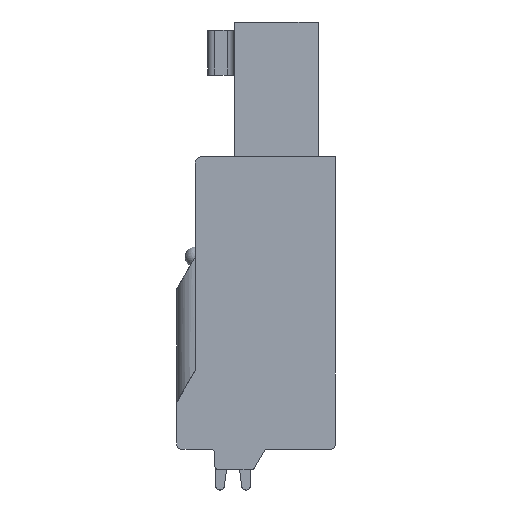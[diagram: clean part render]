
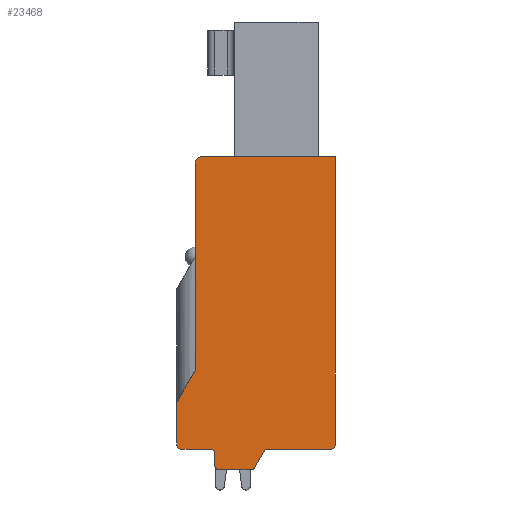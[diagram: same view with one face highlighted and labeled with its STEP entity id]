
A CAD part, front view. The second image highlights one B-rep face of the part: STEP entity #23468.
In plain terms, the highlighted planar face has unit normal (0, -1, 0).
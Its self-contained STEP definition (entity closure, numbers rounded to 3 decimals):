
#2465=DIRECTION('',(0.,0.,-1.));
#2466=VECTOR('',#2465,10.141);
#2467=CARTESIAN_POINT('',(-6.85,0.,-0.3));
#2468=LINE('',#2467,#2466);
#2808=DIRECTION('',(0.,0.,-1.));
#2809=VECTOR('',#2808,2.1);
#2810=CARTESIAN_POINT('',(-7.75,0.,-12.));
#2811=LINE('',#2810,#2809);
#2824=DIRECTION('',(1.,0.,0.));
#2825=VECTOR('',#2824,1.45);
#2826=CARTESIAN_POINT('',(-7.55,0.,-14.3));
#2827=LINE('',#2826,#2825);
#2832=DIRECTION('',(1.,0.,0.));
#2833=VECTOR('',#2832,3.107);
#2834=CARTESIAN_POINT('',(-3.307,0.,-14.3));
#2835=LINE('',#2834,#2833);
#3192=DIRECTION('',(0.,0.,1.));
#3193=VECTOR('',#3192,14.1);
#3194=CARTESIAN_POINT('',(0.,0.,-14.1));
#3195=LINE('',#3194,#3193);
#3922=DIRECTION('',(1.,0.,0.));
#3923=VECTOR('',#3922,6.55);
#3924=CARTESIAN_POINT('',(-6.55,0.,0.));
#3925=LINE('',#3924,#3923);
#3926=CARTESIAN_POINT('',(-0.2,0.,-14.1));
#3927=DIRECTION('',(0.,1.,0.));
#3928=DIRECTION('',(1.,0.,0.));
#3929=AXIS2_PLACEMENT_3D('',#3926,#3927,#3928);
#3931=CARTESIAN_POINT('',(-3.307,0.,-14.5));
#3932=DIRECTION('',(0.,-1.,0.));
#3933=DIRECTION('',(0.,0.,1.));
#3934=AXIS2_PLACEMENT_3D('',#3931,#3932,#3933);
#3936=DIRECTION('',(-0.5,0.,-0.866));
#3937=VECTOR('',#3936,0.924);
#3938=CARTESIAN_POINT('',(-3.48,0.,-14.4));
#3939=LINE('',#3938,#3937);
#3940=CARTESIAN_POINT('',(-4.115,0.,-15.1));
#3941=DIRECTION('',(0.,1.,0.));
#3942=DIRECTION('',(0.866,0.,-0.5));
#3943=AXIS2_PLACEMENT_3D('',#3940,#3941,#3942);
#3945=CARTESIAN_POINT('',(-5.7,0.,-15.1));
#3946=DIRECTION('',(0.,1.,0.));
#3947=DIRECTION('',(0.,0.,-1.));
#3948=AXIS2_PLACEMENT_3D('',#3945,#3946,#3947);
#3950=CARTESIAN_POINT('',(-6.1,0.,-14.5));
#3951=DIRECTION('',(0.,-1.,0.));
#3952=DIRECTION('',(1.,0.,0.));
#3953=AXIS2_PLACEMENT_3D('',#3950,#3951,#3952);
#3955=CARTESIAN_POINT('',(-7.55,0.,-14.1));
#3956=DIRECTION('',(0.,1.,0.));
#3957=DIRECTION('',(0.,0.,-1.));
#3958=AXIS2_PLACEMENT_3D('',#3955,#3956,#3957);
#3960=DIRECTION('',(0.5,0.,0.866));
#3961=VECTOR('',#3960,1.8);
#3962=CARTESIAN_POINT('',(-7.75,0.,-12.));
#3963=LINE('',#3962,#3961);
#3964=CARTESIAN_POINT('',(-6.55,0.,-0.3));
#3965=DIRECTION('',(0.,1.,0.));
#3966=DIRECTION('',(-1.,0.,0.));
#3967=AXIS2_PLACEMENT_3D('',#3964,#3965,#3966);
#4017=DIRECTION('',(0.,0.,-1.));
#4018=VECTOR('',#4017,0.6);
#4019=CARTESIAN_POINT('',(-5.9,0.,-14.5));
#4020=LINE('',#4019,#4018);
#4029=DIRECTION('',(1.,0.,0.));
#4030=VECTOR('',#4029,1.585);
#4031=CARTESIAN_POINT('',(-5.7,0.,-15.3));
#4032=LINE('',#4031,#4030);
#14755=CARTESIAN_POINT('',(-6.85,0.,-0.3));
#14756=VERTEX_POINT('',#14755);
#14757=CARTESIAN_POINT('',(-6.85,0.,-10.441));
#14758=VERTEX_POINT('',#14757);
#14824=CARTESIAN_POINT('',(-7.75,0.,-12.));
#14825=VERTEX_POINT('',#14824);
#14826=CARTESIAN_POINT('',(-7.75,0.,-14.1));
#14827=VERTEX_POINT('',#14826);
#14828=CARTESIAN_POINT('',(-7.55,0.,-14.3));
#14829=VERTEX_POINT('',#14828);
#14830=CARTESIAN_POINT('',(-6.1,0.,-14.3));
#14831=VERTEX_POINT('',#14830);
#14836=CARTESIAN_POINT('',(-3.307,0.,-14.3));
#14837=VERTEX_POINT('',#14836);
#14838=CARTESIAN_POINT('',(-0.2,0.,-14.3));
#14839=VERTEX_POINT('',#14838);
#14896=CARTESIAN_POINT('',(0.,0.,-14.1));
#14897=VERTEX_POINT('',#14896);
#14898=CARTESIAN_POINT('',(0.,0.,0.));
#14899=VERTEX_POINT('',#14898);
#14900=CARTESIAN_POINT('',(-6.55,0.,0.));
#14901=VERTEX_POINT('',#14900);
#14928=CARTESIAN_POINT('',(-3.48,0.,-14.4));
#14929=VERTEX_POINT('',#14928);
#14930=CARTESIAN_POINT('',(-3.942,0.,-15.2));
#14931=VERTEX_POINT('',#14930);
#14932=CARTESIAN_POINT('',(-4.115,0.,-15.3));
#14933=VERTEX_POINT('',#14932);
#14934=CARTESIAN_POINT('',(-5.7,0.,-15.3));
#14935=VERTEX_POINT('',#14934);
#14936=CARTESIAN_POINT('',(-5.9,0.,-15.1));
#14937=VERTEX_POINT('',#14936);
#14938=CARTESIAN_POINT('',(-5.9,0.,-14.5));
#14939=VERTEX_POINT('',#14938);
#23435=CARTESIAN_POINT('',(0.,0.,0.));
#23436=DIRECTION('',(0.,1.,0.));
#23437=DIRECTION('',(1.,0.,0.));
#23438=AXIS2_PLACEMENT_3D('',#23435,#23436,#23437);
#23439=PLANE('',#23438);
#23440=ORIENTED_EDGE('',*,*,#22769,.T.);
#23441=ORIENTED_EDGE('',*,*,#22740,.F.);
#23442=ORIENTED_EDGE('',*,*,#22725,.T.);
#23443=ORIENTED_EDGE('',*,*,#22252,.F.);
#23445=ORIENTED_EDGE('',*,*,#23444,.T.);
#23447=ORIENTED_EDGE('',*,*,#23446,.T.);
#23449=ORIENTED_EDGE('',*,*,#23448,.T.);
#23451=ORIENTED_EDGE('',*,*,#23450,.F.);
#23453=ORIENTED_EDGE('',*,*,#23452,.T.);
#23455=ORIENTED_EDGE('',*,*,#23454,.F.);
#23457=ORIENTED_EDGE('',*,*,#23456,.T.);
#23458=ORIENTED_EDGE('',*,*,#22244,.F.);
#23459=ORIENTED_EDGE('',*,*,#22221,.T.);
#23460=ORIENTED_EDGE('',*,*,#22206,.F.);
#23462=ORIENTED_EDGE('',*,*,#23461,.T.);
#23463=ORIENTED_EDGE('',*,*,#21794,.F.);
#23465=ORIENTED_EDGE('',*,*,#23464,.T.);
#23466=EDGE_LOOP('',(#23440,#23441,#23442,#23443,#23445,#23447,#23449,#23451,
#23453,#23455,#23457,#23458,#23459,#23460,#23462,#23463,#23465));
#23467=FACE_OUTER_BOUND('',#23466,.F.);
#3930=CIRCLE('',#3929,0.2);
#3935=CIRCLE('',#3934,0.2);
#3944=CIRCLE('',#3943,0.2);
#3949=CIRCLE('',#3948,0.2);
#3954=CIRCLE('',#3953,0.2);
#3959=CIRCLE('',#3958,0.2);
#3968=CIRCLE('',#3967,0.3);
#21794=EDGE_CURVE('',#14756,#14758,#2468,.T.);
#22206=EDGE_CURVE('',#14825,#14827,#2811,.T.);
#22221=EDGE_CURVE('',#14829,#14827,#3959,.T.);
#22244=EDGE_CURVE('',#14829,#14831,#2827,.T.);
#22252=EDGE_CURVE('',#14837,#14839,#2835,.T.);
#22725=EDGE_CURVE('',#14897,#14839,#3930,.T.);
#22740=EDGE_CURVE('',#14897,#14899,#3195,.T.);
#22769=EDGE_CURVE('',#14901,#14899,#3925,.T.);
#23444=EDGE_CURVE('',#14837,#14929,#3935,.T.);
#23446=EDGE_CURVE('',#14929,#14931,#3939,.T.);
#23448=EDGE_CURVE('',#14931,#14933,#3944,.T.);
#23450=EDGE_CURVE('',#14935,#14933,#4032,.T.);
#23452=EDGE_CURVE('',#14935,#14937,#3949,.T.);
#23454=EDGE_CURVE('',#14939,#14937,#4020,.T.);
#23456=EDGE_CURVE('',#14939,#14831,#3954,.T.);
#23461=EDGE_CURVE('',#14825,#14758,#3963,.T.);
#23464=EDGE_CURVE('',#14756,#14901,#3968,.T.);
#23468=ADVANCED_FACE('',(#23467),#23439,.F.);
